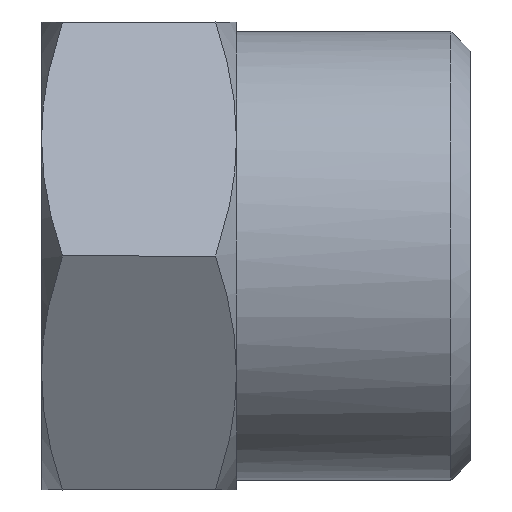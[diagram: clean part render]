
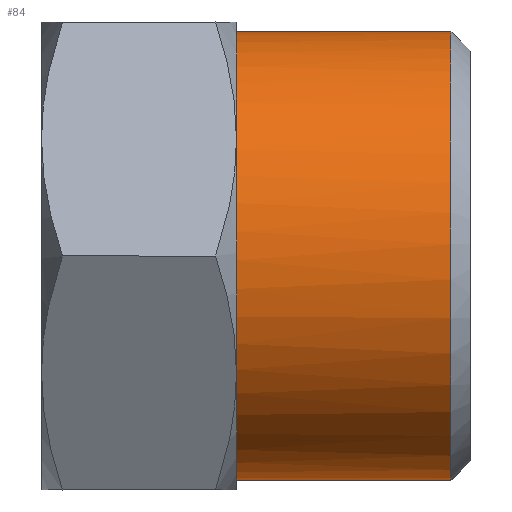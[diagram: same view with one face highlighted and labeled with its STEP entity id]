
A CAD part, left-side view. The second image highlights one B-rep face of the part: STEP entity #84.
In plain terms, the highlighted free-form (B-spline) face has degree [1, 3] with [2, 4] control points.
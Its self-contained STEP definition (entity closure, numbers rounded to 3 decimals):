
#39 = CARTESIAN_POINT ( 'NONE',  ( 0., 0.5, 5.75 ) ) ;
#58 = B_SPLINE_CURVE_WITH_KNOTS ( 'NONE', 1,
 ( #1205, #1108 ),
 .UNSPECIFIED., .F., .F.,
 ( 2, 2 ),
 ( -1., 0. ),
 .UNSPECIFIED. ) ;
#84 = ADVANCED_FACE ( 'NONE', ( #323 ), #681, .F. ) ;
#86 = CARTESIAN_POINT ( 'NONE',  ( 0., 0.5, -5.75 ) ) ;
#104 = CARTESIAN_POINT ( 'NONE',  ( -0.755, 6., 5.75 ) ) ;
#112 = CARTESIAN_POINT ( 'NONE',  ( -5.601, 6., 1.503 ) ) ;
#179 = CARTESIAN_POINT ( 'NONE',  ( 0., 6., 5.75 ) ) ;
#205 = CARTESIAN_POINT ( 'NONE',  ( -0.755, 6., -5.75 ) ) ;
#256 = ORIENTED_EDGE ( 'NONE', *, *, #718, .F. ) ;
#323 = FACE_OUTER_BOUND ( 'NONE', #583, .T. ) ;
#369 = ORIENTED_EDGE ( 'NONE', *, *, #1186, .T. ) ;
#383 = CARTESIAN_POINT ( 'NONE',  ( -11.5, 6., -5.75 ) ) ;
#400 = ORIENTED_EDGE ( 'NONE', *, *, #1328, .T. ) ;
#406 = CARTESIAN_POINT ( 'NONE',  ( -3.532, 6., -4.6 ) ) ;
#419 = CARTESIAN_POINT ( 'NONE',  ( 0., 6., 5.75 ) ) ;
#463 = CARTESIAN_POINT ( 'NONE',  ( -11.5, 0.5, -5.75 ) ) ;
#477 = VERTEX_POINT ( 'NONE', #1089 ) ;
#492 = CARTESIAN_POINT ( 'NONE',  ( 0., 6., 5.75 ) ) ;
#495 = CARTESIAN_POINT ( 'NONE',  ( 0., 6., 5.75 ) ) ;
#508 = CARTESIAN_POINT ( 'NONE',  ( -2.898, 6., -5.023 ) ) ;
#581 = CARTESIAN_POINT ( 'NONE',  ( 0., 0.5, 5.75 ) ) ;
#583 = EDGE_LOOP ( 'NONE', ( #256, #1333, #369, #400 ) ) ;
#598 = CARTESIAN_POINT ( 'NONE',  ( 0., 0.5, 5.75 ) ) ;
#606 = CARTESIAN_POINT ( 'NONE',  ( -5.75, 6., 0.755 ) ) ;
#621 = CARTESIAN_POINT ( 'NONE',  ( -2.898, 6., 5.023 ) ) ;
#642 = EDGE_CURVE ( 'NONE', #879, #477, #58, .T. ) ;
#668 = CARTESIAN_POINT ( 'NONE',  ( 0., 6., -5.75 ) ) ;
#681 =( BOUNDED_SURFACE ( )  B_SPLINE_SURFACE ( 1, 3, ( 
 ( #492, #1340, #383, #827 ),
 ( #598, #1228, #1224, #86 ) ),
 .UNSPECIFIED., .F., .F., .F. ) 
 B_SPLINE_SURFACE_WITH_KNOTS ( ( 2, 2 ),
 ( 4, 4 ),
 ( 0., 1. ),
 ( 0., 1. ),
 .UNSPECIFIED. ) 
 GEOMETRIC_REPRESENTATION_ITEM ( )  RATIONAL_B_SPLINE_SURFACE ( (
 ( 1., 0.333, 0.333, 1.),
 ( 1., 0.333, 0.333, 1.) ) ) 
 REPRESENTATION_ITEM ( '' )  SURFACE ( )  );
#703 = VERTEX_POINT ( 'NONE', #179 ) ;
#718 = EDGE_CURVE ( 'NONE', #879, #703, #754, .T. ) ;
#722 = CARTESIAN_POINT ( 'NONE',  ( -4.6, 6., 3.532 ) ) ;
#754 = B_SPLINE_CURVE_WITH_KNOTS ( 'NONE', 3,
 ( #1052, #205, #1039, #508, #406, #845, #833, #1249, #1042, #606, #112, #1245, #722, #1350, #621, #1149, #104, #419 ),
 .UNSPECIFIED., .F., .F.,
 ( 4, 2, 2, 2, 2, 2, 2, 2, 4 ),
 ( 0., 0.393, 0.785, 1.178, 1.571, 1.963, 2.356, 2.749, 3.142 ),
 .UNSPECIFIED. ) ;
#755 = CARTESIAN_POINT ( 'NONE',  ( 0., 0.5, 5.75 ) ) ;
#827 = CARTESIAN_POINT ( 'NONE',  ( 0., 6., -5.75 ) ) ;
#833 = CARTESIAN_POINT ( 'NONE',  ( -5.023, 6., -2.898 ) ) ;
#845 = CARTESIAN_POINT ( 'NONE',  ( -4.6, 6., -3.532 ) ) ;
#879 = VERTEX_POINT ( 'NONE', #668 ) ;
#934 = B_SPLINE_CURVE_WITH_KNOTS ( 'NONE', 1,
 ( #581, #495 ),
 .UNSPECIFIED., .F., .F.,
 ( 2, 2 ),
 ( -1., 0. ),
 .UNSPECIFIED. ) ;
#978 = CARTESIAN_POINT ( 'NONE',  ( 0., 0.5, -5.75 ) ) ;
#999 = CARTESIAN_POINT ( 'NONE',  ( -11.5, 0.5, 5.75 ) ) ;
#1039 = CARTESIAN_POINT ( 'NONE',  ( -1.503, 6., -5.601 ) ) ;
#1042 = CARTESIAN_POINT ( 'NONE',  ( -5.75, 6., -0.755 ) ) ;
#1052 = CARTESIAN_POINT ( 'NONE',  ( 0., 6., -5.75 ) ) ;
#1089 = CARTESIAN_POINT ( 'NONE',  ( 0., 0.5, -5.75 ) ) ;
#1095 = VERTEX_POINT ( 'NONE', #755 ) ;
#1108 = CARTESIAN_POINT ( 'NONE',  ( 0., 0.5, -5.75 ) ) ;
#1149 = CARTESIAN_POINT ( 'NONE',  ( -1.503, 6., 5.601 ) ) ;
#1186 = EDGE_CURVE ( 'NONE', #477, #1095, #1321, .T. ) ;
#1205 = CARTESIAN_POINT ( 'NONE',  ( 0., 6., -5.75 ) ) ;
#1224 = CARTESIAN_POINT ( 'NONE',  ( -11.5, 0.5, -5.75 ) ) ;
#1228 = CARTESIAN_POINT ( 'NONE',  ( -11.5, 0.5, 5.75 ) ) ;
#1245 = CARTESIAN_POINT ( 'NONE',  ( -5.023, 6., 2.898 ) ) ;
#1249 = CARTESIAN_POINT ( 'NONE',  ( -5.601, 6., -1.503 ) ) ;
#1321 =( BOUNDED_CURVE ( )  B_SPLINE_CURVE ( 3, ( #978, #463, #999, #39 ),
 .UNSPECIFIED., .F., .T. ) 
 B_SPLINE_CURVE_WITH_KNOTS ( ( 4, 4 ),
 ( -3.142, 0. ),
 .UNSPECIFIED. ) 
 CURVE ( )  GEOMETRIC_REPRESENTATION_ITEM ( )  RATIONAL_B_SPLINE_CURVE ( ( 1., 0.333, 0.333, 1. ) ) 
 REPRESENTATION_ITEM ( '' )  );
#1328 = EDGE_CURVE ( 'NONE', #1095, #703, #934, .T. ) ;
#1333 = ORIENTED_EDGE ( 'NONE', *, *, #642, .T. ) ;
#1340 = CARTESIAN_POINT ( 'NONE',  ( -11.5, 6., 5.75 ) ) ;
#1350 = CARTESIAN_POINT ( 'NONE',  ( -3.532, 6., 4.6 ) ) ;
